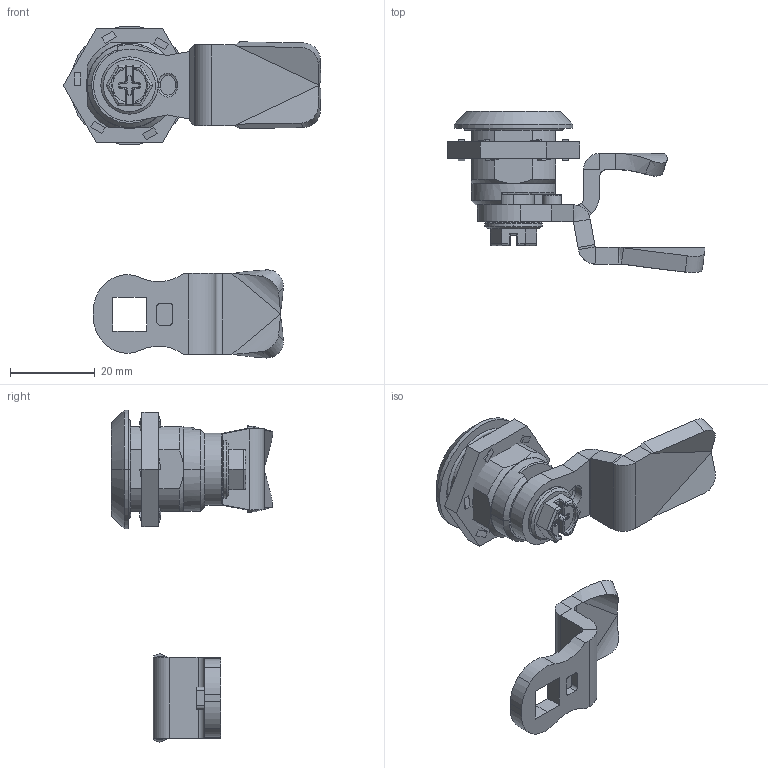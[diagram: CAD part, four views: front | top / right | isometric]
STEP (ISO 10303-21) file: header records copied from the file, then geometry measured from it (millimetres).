
FILE_DESCRIPTION (( 'STEP AP214' ), '1' );
FILE_NAME ('SCE-DLCA.STEP', '2022-07-22T11:14:03', ( '' ), ( '' ), 'SwSTEP 2.0', 'SolidWorks 2021', '' );
FILE_SCHEMA (( 'AUTOMOTIVE_DESIGN' ));
Length unit declared in the file: inch
Products named in the file (1): SCE-DLCA
Bounding box: 60.63 x 37.98 x 78.18 mm (x, y, z)
Volume: 16023 mm3; surface area: 12651.1 mm2
Topology: 8 solids, 8 shells, 374 faces, 896 edges, 557 vertices
Faces by surface type: plane 193, cylinder 116, bspline 23, torus 20, cone 18, sphere 4
Full cylindrical faces by diameter (mm): 20.29 x1
Entity records: 22915 total; most frequent: CARTESIAN_POINT 9327, ORIENTED_EDGE 1786, DIRECTION 1749, EDGE_CURVE 893, AXIS2_PLACEMENT_3D 600, VERTEX_POINT 557, VECTOR 549, LINE 549
